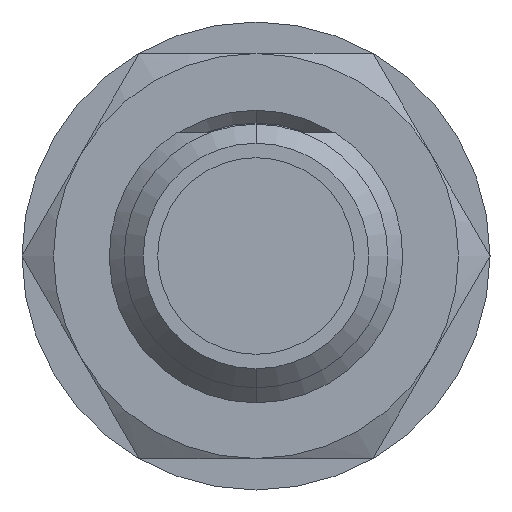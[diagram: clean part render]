
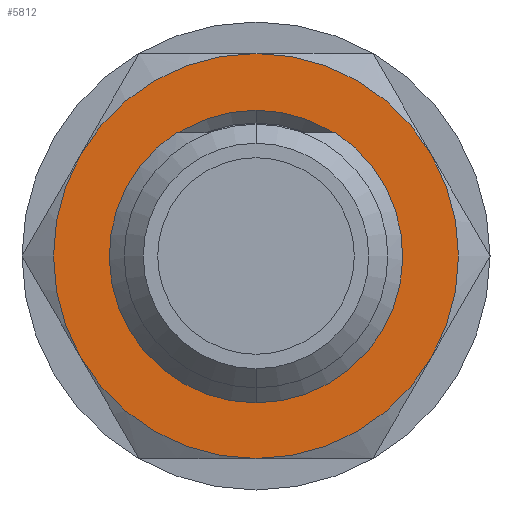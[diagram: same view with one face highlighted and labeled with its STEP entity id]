
A CAD part, left-side view. The second image highlights one B-rep face of the part: STEP entity #5812.
In plain terms, the highlighted planar face has unit normal (-1, 0, 0).
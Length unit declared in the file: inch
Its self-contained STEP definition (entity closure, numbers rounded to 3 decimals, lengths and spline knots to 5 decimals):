
#870 = DIRECTION ( 'NONE',  ( 1., 0., 0. ) ) ;
#969 = DIRECTION ( 'NONE',  ( 0., 0., 1. ) ) ;
#1054 = DIRECTION ( 'NONE',  ( 1., 0., 0. ) ) ;
#1149 = EDGE_CURVE ( 'NONE', #6058, #9556, #1245, .T. ) ;
#1206 = ORIENTED_EDGE ( 'NONE', *, *, #4821, .F. ) ;
#1224 = EDGE_CURVE ( 'NONE', #2830, #2827, #2032, .T. ) ;
#1227 = CARTESIAN_POINT ( 'NONE',  ( 0., 0., 0. ) ) ;
#1245 = CIRCLE ( 'NONE', #1875, 0.1874 ) ;
#1528 = CARTESIAN_POINT ( 'NONE',  ( 0., -0.16229, 0.0937 ) ) ;
#1629 = AXIS2_PLACEMENT_3D ( 'NONE', #7345, #3727, #2009 ) ;
#1743 = EDGE_LOOP ( 'NONE', ( #4284, #5598, #7139, #1206, #7511, #7557 ) ) ;
#1875 = AXIS2_PLACEMENT_3D ( 'NONE', #6260, #870, #6156 ) ;
#2009 = DIRECTION ( 'NONE',  ( 0., 0., -1. ) ) ;
#2032 = CIRCLE ( 'NONE', #5983, 0.1874 ) ;
#2280 = CARTESIAN_POINT ( 'NONE',  ( 0., 0., 0.1874 ) ) ;
#2450 = VERTEX_POINT ( 'NONE', #8303 ) ;
#2459 = CARTESIAN_POINT ( 'NONE',  ( 0., 0., 0. ) ) ;
#2636 = CARTESIAN_POINT ( 'NONE',  ( 0., 0.16229, 0.0937 ) ) ;
#2722 = DIRECTION ( 'NONE',  ( 1., 0., 0. ) ) ;
#2822 = DIRECTION ( 'NONE',  ( 1., 0., 0. ) ) ;
#2827 = VERTEX_POINT ( 'NONE', #1528 ) ;
#2830 = VERTEX_POINT ( 'NONE', #2280 ) ;
#2893 = AXIS2_PLACEMENT_3D ( 'NONE', #8204, #2822, #5307 ) ;
#2913 = CARTESIAN_POINT ( 'NONE',  ( 0., 0., -0.13484 ) ) ;
#3173 = AXIS2_PLACEMENT_3D ( 'NONE', #9444, #2722, #8720 ) ;
#3199 = DIRECTION ( 'NONE',  ( 0., 0., -1. ) ) ;
#3230 = ORIENTED_EDGE ( 'NONE', *, *, #7629, .T. ) ;
#3588 = ORIENTED_EDGE ( 'NONE', *, *, #4841, .T. ) ;
#3597 = EDGE_LOOP ( 'NONE', ( #3230, #3588 ) ) ;
#3727 = DIRECTION ( 'NONE',  ( 1., 0., 0. ) ) ;
#3852 = CIRCLE ( 'NONE', #9646, 0.1874 ) ;
#3983 = VERTEX_POINT ( 'NONE', #2913 ) ;
#4177 = CIRCLE ( 'NONE', #8884, 0.13484 ) ;
#4284 = ORIENTED_EDGE ( 'NONE', *, *, #9531, .F. ) ;
#4342 = CIRCLE ( 'NONE', #8135, 0.1874 ) ;
#4429 = CIRCLE ( 'NONE', #6491, 0.13484 ) ;
#4758 = CARTESIAN_POINT ( 'NONE',  ( 0., 0., 0. ) ) ;
#4821 = EDGE_CURVE ( 'NONE', #2450, #6058, #6345, .T. ) ;
#4841 = EDGE_CURVE ( 'NONE', #3983, #9590, #4429, .T. ) ;
#4884 = CARTESIAN_POINT ( 'NONE',  ( 0., 0.16229, -0.0937 ) ) ;
#4920 = FACE_BOUND ( 'NONE', #3597, .T. ) ;
#5307 = DIRECTION ( 'NONE',  ( 0., 0., -1. ) ) ;
#5525 = DIRECTION ( 'NONE',  ( 1., 0., 0. ) ) ;
#5558 = DIRECTION ( 'NONE',  ( 0., 0., -1. ) ) ;
#5598 = ORIENTED_EDGE ( 'NONE', *, *, #6790, .F. ) ;
#5812 = ADVANCED_FACE ( 'NONE', ( #4920, #7919 ), #7964, .F. ) ;
#5900 = CIRCLE ( 'NONE', #1629, 0.1874 ) ;
#5983 = AXIS2_PLACEMENT_3D ( 'NONE', #2459, #6998, #3199 ) ;
#6006 = DIRECTION ( 'NONE',  ( 1., 0., 0. ) ) ;
#6022 = DIRECTION ( 'NONE',  ( 1., 0., 0. ) ) ;
#6058 = VERTEX_POINT ( 'NONE', #8772 ) ;
#6156 = DIRECTION ( 'NONE',  ( 0., 0., -1. ) ) ;
#6260 = CARTESIAN_POINT ( 'NONE',  ( 0., 0., 0. ) ) ;
#6317 = EDGE_CURVE ( 'NONE', #2827, #2450, #5900, .T. ) ;
#6345 = CIRCLE ( 'NONE', #3173, 0.1874 ) ;
#6491 = AXIS2_PLACEMENT_3D ( 'NONE', #1227, #6022, #8954 ) ;
#6790 = EDGE_CURVE ( 'NONE', #9556, #8131, #3852, .T. ) ;
#6990 = CARTESIAN_POINT ( 'NONE',  ( 0., 0., 0. ) ) ;
#6998 = DIRECTION ( 'NONE',  ( 1., 0., 0. ) ) ;
#7139 = ORIENTED_EDGE ( 'NONE', *, *, #1149, .F. ) ;
#7345 = CARTESIAN_POINT ( 'NONE',  ( 0., 0., 0. ) ) ;
#7511 = ORIENTED_EDGE ( 'NONE', *, *, #6317, .F. ) ;
#7557 = ORIENTED_EDGE ( 'NONE', *, *, #1224, .F. ) ;
#7629 = EDGE_CURVE ( 'NONE', #9590, #3983, #4177, .T. ) ;
#7885 = DIRECTION ( 'NONE',  ( 0., 0., -1. ) ) ;
#7919 = FACE_OUTER_BOUND ( 'NONE', #1743, .T. ) ;
#7964 = PLANE ( 'NONE',  #2893 ) ;
#8021 = CARTESIAN_POINT ( 'NONE',  ( 0., 0., 0.13484 ) ) ;
#8131 = VERTEX_POINT ( 'NONE', #2636 ) ;
#8135 = AXIS2_PLACEMENT_3D ( 'NONE', #8568, #5525, #7885 ) ;
#8204 = CARTESIAN_POINT ( 'NONE',  ( 0., 0., 0. ) ) ;
#8303 = CARTESIAN_POINT ( 'NONE',  ( 0., -0.16229, -0.0937 ) ) ;
#8568 = CARTESIAN_POINT ( 'NONE',  ( 0., 0., 0. ) ) ;
#8720 = DIRECTION ( 'NONE',  ( 0., 0., -1. ) ) ;
#8772 = CARTESIAN_POINT ( 'NONE',  ( 0., 0., -0.1874 ) ) ;
#8884 = AXIS2_PLACEMENT_3D ( 'NONE', #6990, #6006, #969 ) ;
#8954 = DIRECTION ( 'NONE',  ( 0., 0., 1. ) ) ;
#9444 = CARTESIAN_POINT ( 'NONE',  ( 0., 0., 0. ) ) ;
#9531 = EDGE_CURVE ( 'NONE', #8131, #2830, #4342, .T. ) ;
#9556 = VERTEX_POINT ( 'NONE', #4884 ) ;
#9590 = VERTEX_POINT ( 'NONE', #8021 ) ;
#9646 = AXIS2_PLACEMENT_3D ( 'NONE', #4758, #1054, #5558 ) ;
